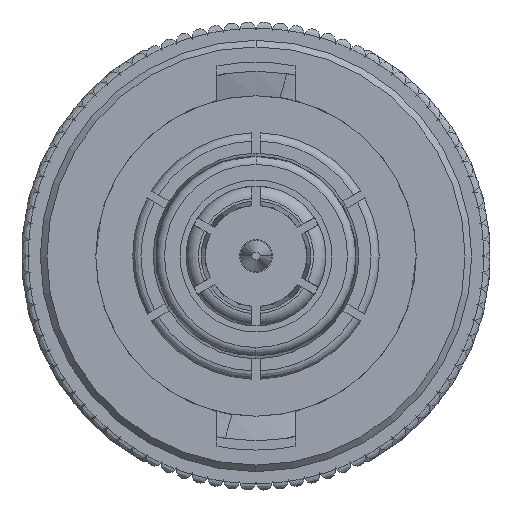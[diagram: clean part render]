
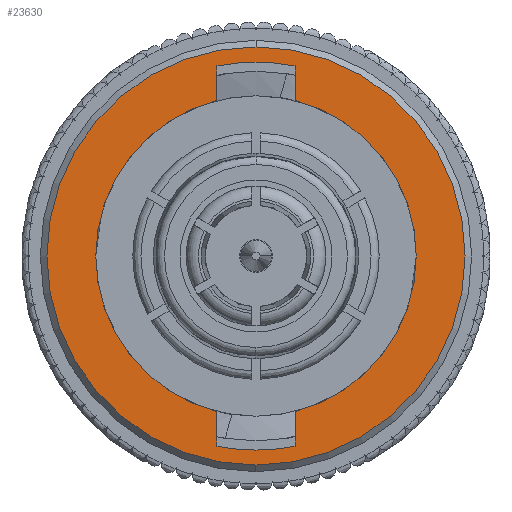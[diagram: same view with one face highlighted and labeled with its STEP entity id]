
A CAD part, left-side view. The second image highlights one B-rep face of the part: STEP entity #23630.
In plain terms, the highlighted face is planar.
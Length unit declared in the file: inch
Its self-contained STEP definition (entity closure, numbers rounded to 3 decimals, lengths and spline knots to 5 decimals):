
#252 = DIRECTION ( 'NONE',  ( 0., 0., 1. ) ) ;
#624 = VECTOR ( 'NONE', #18140, 39.37008 ) ;
#677 = VERTEX_POINT ( 'NONE', #29983 ) ;
#821 = CARTESIAN_POINT ( 'NONE',  ( 0., 0., 0.2545 ) ) ;
#1013 = ORIENTED_EDGE ( 'NONE', *, *, #6246, .F. ) ;
#1050 = LINE ( 'NONE', #12508, #26917 ) ;
#1232 = DIRECTION ( 'NONE',  ( 0., 0., 1. ) ) ;
#1407 = DIRECTION ( 'NONE',  ( 1., 0., 0. ) ) ;
#1951 = CARTESIAN_POINT ( 'NONE',  ( 0., -0.0475, 0.2314 ) ) ;
#2013 = ORIENTED_EDGE ( 'NONE', *, *, #28311, .F. ) ;
#2066 = CIRCLE ( 'NONE', #11463, 0.2545 ) ;
#2432 = EDGE_LOOP ( 'NONE', ( #26729, #7272 ) ) ;
#2438 = CARTESIAN_POINT ( 'NONE',  ( 0., 0.0475, 0.18913 ) ) ;
#2753 = DIRECTION ( 'NONE',  ( 0., 0., 1. ) ) ;
#3365 = AXIS2_PLACEMENT_3D ( 'NONE', #26999, #24669, #1232 ) ;
#4662 = CARTESIAN_POINT ( 'NONE',  ( 0., 0.0475, -0.2314 ) ) ;
#6166 = AXIS2_PLACEMENT_3D ( 'NONE', #26513, #28849, #21697 ) ;
#6246 = EDGE_CURVE ( 'NONE', #26591, #27038, #15306, .T. ) ;
#6488 = CIRCLE ( 'NONE', #22834, 0.195 ) ;
#7140 = LINE ( 'NONE', #4662, #12750 ) ;
#7272 = ORIENTED_EDGE ( 'NONE', *, *, #23014, .F. ) ;
#7290 = DIRECTION ( 'NONE',  ( 0., 0., 1. ) ) ;
#7323 = CARTESIAN_POINT ( 'NONE',  ( 0., 0.0475, -0.18913 ) ) ;
#7701 = DIRECTION ( 'NONE',  ( 0., 0., -1. ) ) ;
#8343 = FACE_OUTER_BOUND ( 'NONE', #2432, .T. ) ;
#8466 = CIRCLE ( 'NONE', #25841, 0.23622 ) ;
#9338 = CARTESIAN_POINT ( 'NONE',  ( 0., 0., -0.2545 ) ) ;
#9674 = CARTESIAN_POINT ( 'NONE',  ( 0., 0., 0. ) ) ;
#9730 = AXIS2_PLACEMENT_3D ( 'NONE', #13940, #27463, #18146 ) ;
#9823 = AXIS2_PLACEMENT_3D ( 'NONE', #18809, #16624, #11647 ) ;
#9897 = VERTEX_POINT ( 'NONE', #7323 ) ;
#10284 = AXIS2_PLACEMENT_3D ( 'NONE', #30550, #12206, #2753 ) ;
#10700 = VECTOR ( 'NONE', #28329, 39.37008 ) ;
#10940 = VERTEX_POINT ( 'NONE', #9338 ) ;
#11023 = CARTESIAN_POINT ( 'NONE',  ( 0., -0.0475, -0.18913 ) ) ;
#11375 = ORIENTED_EDGE ( 'NONE', *, *, #21828, .F. ) ;
#11439 = LINE ( 'NONE', #23088, #624 ) ;
#11463 = AXIS2_PLACEMENT_3D ( 'NONE', #9674, #14510, #252 ) ;
#11647 = DIRECTION ( 'NONE',  ( 0., 0., 1. ) ) ;
#12206 = DIRECTION ( 'NONE',  ( -1., 0., 0. ) ) ;
#12348 = EDGE_CURVE ( 'NONE', #17260, #26591, #28789, .T. ) ;
#12508 = CARTESIAN_POINT ( 'NONE',  ( 0., -0.0475, 0.2314 ) ) ;
#12750 = VECTOR ( 'NONE', #7290, 39.37008 ) ;
#12948 = VERTEX_POINT ( 'NONE', #821 ) ;
#13146 = EDGE_CURVE ( 'NONE', #27038, #9897, #7140, .T. ) ;
#13940 = CARTESIAN_POINT ( 'NONE',  ( 0., 0., 0. ) ) ;
#14510 = DIRECTION ( 'NONE',  ( -1., 0., 0. ) ) ;
#14821 = ORIENTED_EDGE ( 'NONE', *, *, #23107, .T. ) ;
#15306 = CIRCLE ( 'NONE', #9823, 0.23622 ) ;
#15959 = VERTEX_POINT ( 'NONE', #19427 ) ;
#16185 = ORIENTED_EDGE ( 'NONE', *, *, #12348, .F. ) ;
#16474 = VERTEX_POINT ( 'NONE', #1951 ) ;
#16624 = DIRECTION ( 'NONE',  ( 1., 0., 0. ) ) ;
#17214 = CIRCLE ( 'NONE', #10284, 0.195 ) ;
#17260 = VERTEX_POINT ( 'NONE', #11023 ) ;
#17865 = DIRECTION ( 'NONE',  ( 0., 0., 1. ) ) ;
#18140 = DIRECTION ( 'NONE',  ( 0., 0., 1. ) ) ;
#18142 = PLANE ( 'NONE',  #3365 ) ;
#18146 = DIRECTION ( 'NONE',  ( 0., 0., 1. ) ) ;
#18809 = CARTESIAN_POINT ( 'NONE',  ( 0., 0., 0. ) ) ;
#19189 = CIRCLE ( 'NONE', #9730, 0.2545 ) ;
#19313 = ORIENTED_EDGE ( 'NONE', *, *, #22160, .F. ) ;
#19427 = CARTESIAN_POINT ( 'NONE',  ( 0., -0.0475, 0.18913 ) ) ;
#19452 = EDGE_CURVE ( 'NONE', #12948, #10940, #2066, .T. ) ;
#20590 = DIRECTION ( 'NONE',  ( -1., 0., 0. ) ) ;
#20847 = VERTEX_POINT ( 'NONE', #2438 ) ;
#21697 = DIRECTION ( 'NONE',  ( 0., 0., 1. ) ) ;
#21828 = EDGE_CURVE ( 'NONE', #20847, #24117, #11439, .T. ) ;
#22051 = ORIENTED_EDGE ( 'NONE', *, *, #13146, .F. ) ;
#22160 = EDGE_CURVE ( 'NONE', #16474, #15959, #1050, .T. ) ;
#22834 = AXIS2_PLACEMENT_3D ( 'NONE', #28768, #20590, #23819 ) ;
#23014 = EDGE_CURVE ( 'NONE', #10940, #12948, #19189, .T. ) ;
#23088 = CARTESIAN_POINT ( 'NONE',  ( 0., 0.0475, 0.2314 ) ) ;
#23107 = EDGE_CURVE ( 'NONE', #20847, #9897, #17214, .T. ) ;
#23117 = CARTESIAN_POINT ( 'NONE',  ( 0., 0., 0. ) ) ;
#23630 = ADVANCED_FACE ( 'NONE', ( #8343, #29627 ), #18142, .F. ) ;
#23819 = DIRECTION ( 'NONE',  ( 0., 0., 1. ) ) ;
#24014 = CIRCLE ( 'NONE', #6166, 0.23622 ) ;
#24117 = VERTEX_POINT ( 'NONE', #24790 ) ;
#24141 = ORIENTED_EDGE ( 'NONE', *, *, #27349, .T. ) ;
#24669 = DIRECTION ( 'NONE',  ( -1., 0., 0. ) ) ;
#24790 = CARTESIAN_POINT ( 'NONE',  ( 0., 0.0475, 0.2314 ) ) ;
#25073 = ORIENTED_EDGE ( 'NONE', *, *, #28087, .F. ) ;
#25657 = EDGE_LOOP ( 'NONE', ( #24141, #19313, #25073, #2013, #11375, #14821, #22051, #1013, #16185 ) ) ;
#25841 = AXIS2_PLACEMENT_3D ( 'NONE', #23117, #1407, #17865 ) ;
#26513 = CARTESIAN_POINT ( 'NONE',  ( 0., 0., 0. ) ) ;
#26591 = VERTEX_POINT ( 'NONE', #28799 ) ;
#26729 = ORIENTED_EDGE ( 'NONE', *, *, #19452, .F. ) ;
#26917 = VECTOR ( 'NONE', #7701, 39.37008 ) ;
#26999 = CARTESIAN_POINT ( 'NONE',  ( 0., 0.195, 0. ) ) ;
#27038 = VERTEX_POINT ( 'NONE', #30413 ) ;
#27349 = EDGE_CURVE ( 'NONE', #17260, #15959, #6488, .T. ) ;
#27463 = DIRECTION ( 'NONE',  ( -1., 0., 0. ) ) ;
#28087 = EDGE_CURVE ( 'NONE', #677, #16474, #8466, .T. ) ;
#28311 = EDGE_CURVE ( 'NONE', #24117, #677, #24014, .T. ) ;
#28329 = DIRECTION ( 'NONE',  ( 0., 0., -1. ) ) ;
#28768 = CARTESIAN_POINT ( 'NONE',  ( 0., 0., 0. ) ) ;
#28789 = LINE ( 'NONE', #28938, #10700 ) ;
#28799 = CARTESIAN_POINT ( 'NONE',  ( 0., -0.0475, -0.2314 ) ) ;
#28849 = DIRECTION ( 'NONE',  ( 1., 0., 0. ) ) ;
#28938 = CARTESIAN_POINT ( 'NONE',  ( 0., -0.0475, -0.2314 ) ) ;
#29627 = FACE_BOUND ( 'NONE', #25657, .T. ) ;
#29983 = CARTESIAN_POINT ( 'NONE',  ( 0., 0., 0.23622 ) ) ;
#30413 = CARTESIAN_POINT ( 'NONE',  ( 0., 0.0475, -0.2314 ) ) ;
#30550 = CARTESIAN_POINT ( 'NONE',  ( 0., 0., 0. ) ) ;
